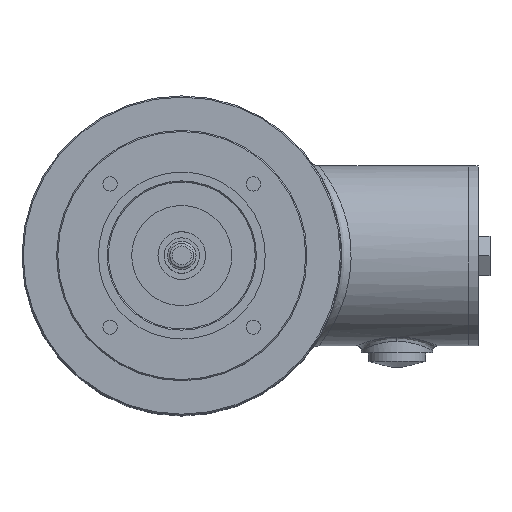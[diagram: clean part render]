
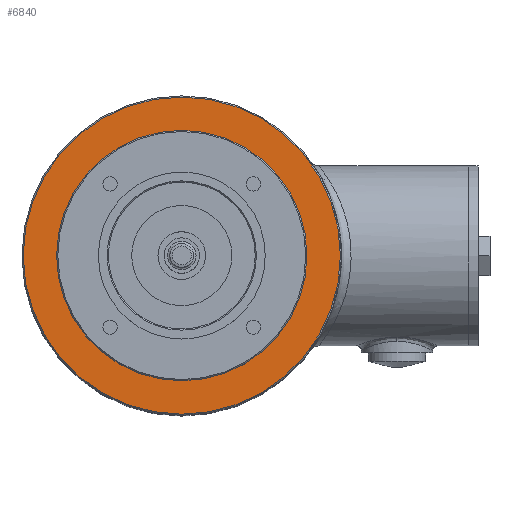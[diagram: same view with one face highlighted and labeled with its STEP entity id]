
A CAD part, top view. The second image highlights one B-rep face of the part: STEP entity #6840.
In plain terms, the highlighted planar face has unit normal (0, 0, 1).
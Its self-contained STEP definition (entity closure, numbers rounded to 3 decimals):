
#6840=ADVANCED_FACE('', (#6850,#6860), #6870, .T.);
#22640=AXIS2_PLACEMENT_3D('Ax2Pl3d', #22650, #22660, #22670);
#22680=AXIS2_PLACEMENT_3D('Ax2Pl3d', #22690, #22700, #22710);
#22720=AXIS2_PLACEMENT_3D('Ax2Pl3d', #22730, #22740, #22750);
#22650=CARTESIAN_POINT('HicPkt', (0.,0.,8.)
);
#87440=CARTESIAN_POINT('', (0.,66.5,8.));
#22690=CARTESIAN_POINT('HicPkt', (0.,66.5,8.));
#22730=CARTESIAN_POINT('HicPkt', (0.,0.,8.)
);
#87450=CARTESIAN_POINT('', (0.,52.5,8.));
#89430=CIRCLE('Circle', #22640, 66.5);
#89440=CIRCLE('Circle', #22720, 52.5);
#22660=DIRECTION('Axis', (0.,0.,-1.));
#22670=DIRECTION('RefDirection', (-1.,-0.,0.));
#22700=DIRECTION('Axis', (0.,0.,1.));
#22710=DIRECTION('RefDirection', (1.,0.,-0.));
#22740=DIRECTION('Axis', (0.,0.,-1.));
#22750=DIRECTION('RefDirection', (-1.,-0.,0.));
#109600=EDGE_CURVE('', #109610, #109610, #89430, .T.);
#109620=EDGE_CURVE('', #109630, #109630, #89440, .T.);
#119740=EDGE_LOOP('Edge_loop', (#119750));
#119760=EDGE_LOOP('Edge_loop', (#119770));
#6860=FACE_BOUND('', #119760, .T.);
#6850=FACE_OUTER_BOUND('Face_outer_bound', #119740, .T.);
#119750=ORIENTED_EDGE('', *, *, #109600, .F.);
#119770=ORIENTED_EDGE('', *, *, #109620, .T.);
#6870=PLANE('Plane', #22680);
#109610=VERTEX_POINT('', #87440);
#109630=VERTEX_POINT('', #87450);
